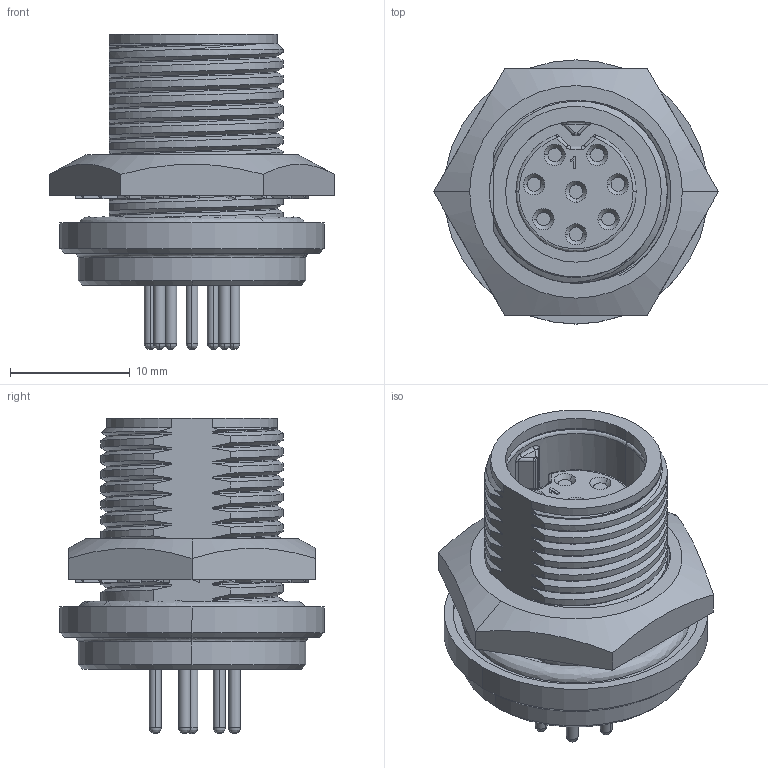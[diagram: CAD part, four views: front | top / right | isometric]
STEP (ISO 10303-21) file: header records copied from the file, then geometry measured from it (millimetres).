
FILE_DESCRIPTION (( 'STEP AP203' ), '1' );
FILE_NAME ('SF7281-8SG-3ES.STEP', '2013-06-21T14:33:37', ( 'J0FPBF1' ), ( '' ), 'SwSTEP 2.0', 'SolidWorks 2012', '' );
FILE_SCHEMA (( 'CONFIG_CONTROL_DESIGN' ));
Length unit declared in the file: inch
Products named in the file (1): SF7281-8SG-3ES
Bounding box: 23.82 x 22.1 x 26.37 mm (x, y, z)
Volume: 4407.8 mm3; surface area: 3640.8 mm2
Topology: 2 solids, 2 shells, 354 faces, 868 edges, 528 vertices
Faces by surface type: plane 181, bspline 75, cylinder 72, cone 26
Entity records: 25861 total; most frequent: CARTESIAN_POINT 18134, ORIENTED_EDGE 1664, DIRECTION 1440, EDGE_CURVE 832, VERTEX_POINT 528, VECTOR 500, LINE 500, AXIS2_PLACEMENT_3D 470
